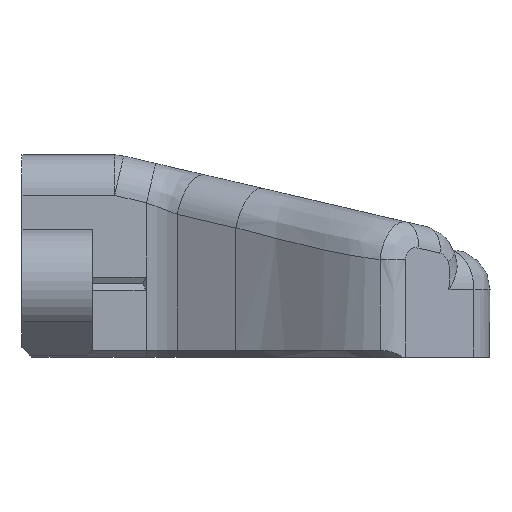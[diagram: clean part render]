
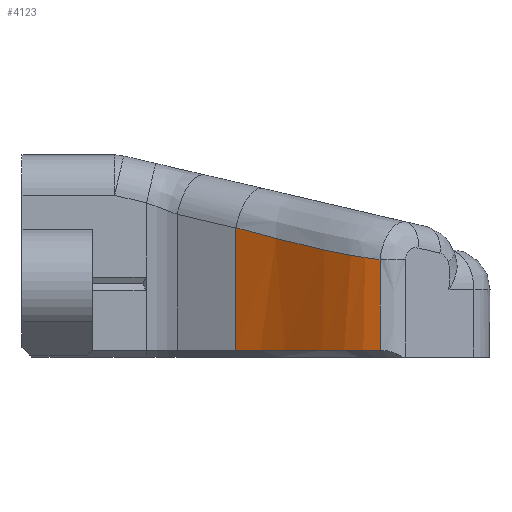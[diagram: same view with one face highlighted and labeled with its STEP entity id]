
A CAD part, left-side view. The second image highlights one B-rep face of the part: STEP entity #4123.
In plain terms, the highlighted free-form (B-spline) face has degree [3, 1] with [8, 2] control points.
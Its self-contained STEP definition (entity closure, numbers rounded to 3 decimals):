
#43=B_SPLINE_SURFACE_WITH_KNOTS('',3,1,((#26317,#26318),(#26319,#26320),
(#26321,#26322),(#26323,#26324),(#26325,#26326),(#26327,#26328),(#26329,
#26330),(#26331,#26332)),.UNSPECIFIED.,.F.,.F.,.F.,(4,1,1,1,1,4),(2,2),
(0.,0.157,0.314,0.393,0.471,
0.628),(0.,1.099),.UNSPECIFIED.);
#523=LINE('',#26347,#880);
#880=VECTOR('',#5243,1000.);
#1207=FACE_OUTER_BOUND('',#1428,.T.);
#1428=EDGE_LOOP('',(#3601,#3602,#3603,#3604,#3605,#3606));
#1551=B_SPLINE_CURVE_WITH_KNOTS('',3,(#15832,#15833,#15834,#15835),
 .UNSPECIFIED.,.F.,.F.,(4,4),(0.,0.672),
 .UNSPECIFIED.);
#1624=B_SPLINE_CURVE_WITH_KNOTS('',3,(#26334,#26335,#26336,#26337,#26338,
#26339,#26340),.UNSPECIFIED.,.F.,.F.,(4,1,1,1,4),(0.,0.004,
0.007,0.011,0.013),
 .UNSPECIFIED.);
#1625=B_SPLINE_CURVE_WITH_KNOTS('',3,(#26342,#26343,#26344,#26345),
 .UNSPECIFIED.,.F.,.F.,(4,4),(0.,0.),
 .UNSPECIFIED.);
#1626=B_SPLINE_CURVE_WITH_KNOTS('',3,(#26349,#26350,#26351,#26352,#26353),
 .UNSPECIFIED.,.F.,.F.,(4,1,4),(0.649,0.75,1.),
 .UNSPECIFIED.);
#1627=B_SPLINE_CURVE_WITH_KNOTS('',3,(#26354,#26355,#26356,#26357,#26358,
#26359,#26360),.UNSPECIFIED.,.F.,.F.,(4,1,1,1,4),(0.087,0.25,
0.5,0.625,0.649),.UNSPECIFIED.);
#1803=VERTEX_POINT('',#15792);
#1805=VERTEX_POINT('',#15831);
#2001=VERTEX_POINT('',#26333);
#2002=VERTEX_POINT('',#26341);
#2003=VERTEX_POINT('',#26346);
#2004=VERTEX_POINT('',#26348);
#2247=EDGE_CURVE('',#1803,#1805,#1551,.T.);
#2569=EDGE_CURVE('',#2001,#1803,#1624,.T.);
#2570=EDGE_CURVE('',#2002,#2001,#1625,.T.);
#2571=EDGE_CURVE('',#2003,#2002,#523,.F.);
#2572=EDGE_CURVE('',#2004,#2003,#1626,.T.);
#2573=EDGE_CURVE('',#1805,#2004,#1627,.T.);
#3601=ORIENTED_EDGE('',*,*,#2247,.F.);
#3602=ORIENTED_EDGE('',*,*,#2569,.F.);
#3603=ORIENTED_EDGE('',*,*,#2570,.F.);
#3604=ORIENTED_EDGE('',*,*,#2571,.F.);
#3605=ORIENTED_EDGE('',*,*,#2572,.F.);
#3606=ORIENTED_EDGE('',*,*,#2573,.F.);
#4123=ADVANCED_FACE('',(#1207),#43,.T.);
#5243=DIRECTION('',(0.,0.,-1.));
#15792=CARTESIAN_POINT('',(-21.432,-0.459,7.227));
#15831=CARTESIAN_POINT('',(-21.437,-0.483,0.5));
#15832=CARTESIAN_POINT('Ctrl Pts',(-21.437,-0.483,
7.227));
#15833=CARTESIAN_POINT('Ctrl Pts',(-21.437,-0.483,
4.985));
#15834=CARTESIAN_POINT('Ctrl Pts',(-21.437,-0.483,
2.742));
#15835=CARTESIAN_POINT('Ctrl Pts',(-21.437,-0.483,
0.5));
#26317=CARTESIAN_POINT('Ctrl Pts',(-21.603,-1.675,
9.655));
#26318=CARTESIAN_POINT('Ctrl Pts',(-21.603,-1.675,
-1.331));
#26319=CARTESIAN_POINT('Ctrl Pts',(-21.575,-0.531,
9.655));
#26320=CARTESIAN_POINT('Ctrl Pts',(-21.575,-0.531,
-1.331));
#26321=CARTESIAN_POINT('Ctrl Pts',(-20.723,1.729,9.655));
#26322=CARTESIAN_POINT('Ctrl Pts',(-20.723,1.729,-1.331));
#26323=CARTESIAN_POINT('Ctrl Pts',(-18.711,4.394,9.655));
#26324=CARTESIAN_POINT('Ctrl Pts',(-18.711,4.394,-1.331));
#26325=CARTESIAN_POINT('Ctrl Pts',(-17.145,6.376,9.655));
#26326=CARTESIAN_POINT('Ctrl Pts',(-17.145,6.376,-1.331));
#26327=CARTESIAN_POINT('Ctrl Pts',(-15.841,8.239,9.655));
#26328=CARTESIAN_POINT('Ctrl Pts',(-15.841,8.239,-1.331));
#26329=CARTESIAN_POINT('Ctrl Pts',(-15.184,9.487,9.655));
#26330=CARTESIAN_POINT('Ctrl Pts',(-15.184,9.487,-1.331));
#26331=CARTESIAN_POINT('Ctrl Pts',(-14.837,10.238,9.655));
#26332=CARTESIAN_POINT('Ctrl Pts',(-14.837,10.238,-1.331));
#26333=CARTESIAN_POINT('',(-14.838,10.236,9.601));
#26334=CARTESIAN_POINT('Ctrl Pts',(-14.838,10.236,9.601));
#26335=CARTESIAN_POINT('Ctrl Pts',(-15.32,9.194,9.322));
#26336=CARTESIAN_POINT('Ctrl Pts',(-16.462,7.197,8.775));
#26337=CARTESIAN_POINT('Ctrl Pts',(-18.645,4.505,8.111));
#26338=CARTESIAN_POINT('Ctrl Pts',(-20.453,2.045,7.597));
#26339=CARTESIAN_POINT('Ctrl Pts',(-21.249,0.27,
7.319));
#26340=CARTESIAN_POINT('Ctrl Pts',(-21.432,-0.459,
7.227));
#26341=CARTESIAN_POINT('',(-14.837,10.238,9.576));
#26342=CARTESIAN_POINT('Ctrl Pts',(-14.837,10.238,9.576));
#26343=CARTESIAN_POINT('Ctrl Pts',(-14.837,10.238,9.584));
#26344=CARTESIAN_POINT('Ctrl Pts',(-14.837,10.238,9.592));
#26345=CARTESIAN_POINT('Ctrl Pts',(-14.838,10.236,9.601));
#26346=CARTESIAN_POINT('',(-14.838,10.236,0.5));
#26347=CARTESIAN_POINT('',(-14.837,10.238,0.));
#26348=CARTESIAN_POINT('',(-16.971,6.641,0.5));
#26349=CARTESIAN_POINT('Ctrl Pts',(-16.971,6.641,0.5));
#26350=CARTESIAN_POINT('Ctrl Pts',(-16.693,7.023,0.5));
#26351=CARTESIAN_POINT('Ctrl Pts',(-15.798,8.32,0.5));
#26352=CARTESIAN_POINT('Ctrl Pts',(-15.185,9.486,0.5));
#26353=CARTESIAN_POINT('Ctrl Pts',(-14.838,10.236,0.5));
#26354=CARTESIAN_POINT('Ctrl Pts',(-21.437,-0.483,
0.5));
#26355=CARTESIAN_POINT('Ctrl Pts',(-21.254,0.254,
0.5));
#26356=CARTESIAN_POINT('Ctrl Pts',(-20.442,2.101,0.5));
#26357=CARTESIAN_POINT('Ctrl Pts',(-18.711,4.394,0.5));
#26358=CARTESIAN_POINT('Ctrl Pts',(-17.46,5.977,0.5));
#26359=CARTESIAN_POINT('Ctrl Pts',(-17.038,6.548,0.5));
#26360=CARTESIAN_POINT('Ctrl Pts',(-16.971,6.641,0.5));
